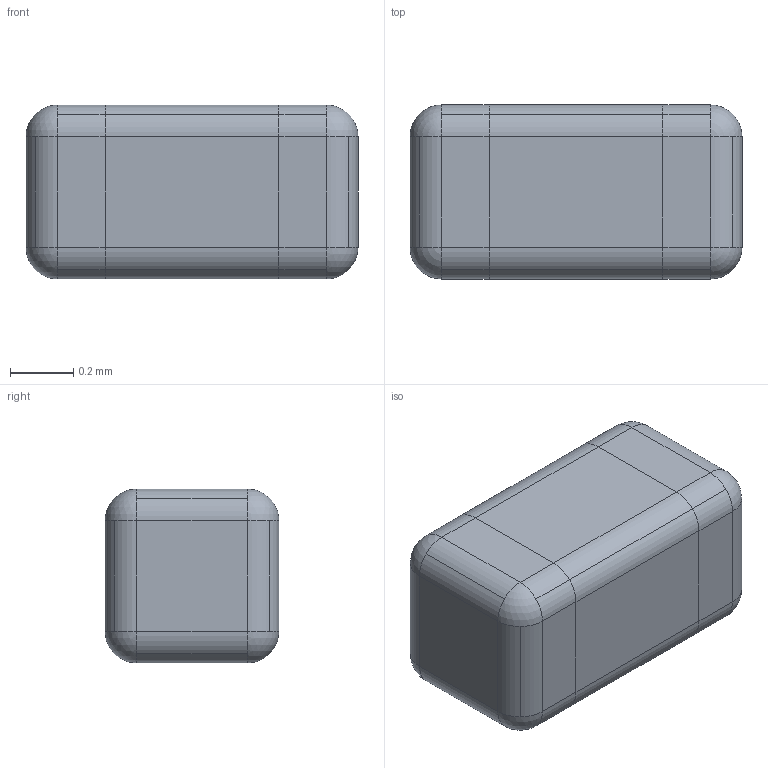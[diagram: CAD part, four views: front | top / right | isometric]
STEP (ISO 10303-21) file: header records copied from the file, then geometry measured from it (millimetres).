
FILE_DESCRIPTION((''),'2;1');
FILE_NAME('CAPC1005X55N.stp','2009-06-30T17:19:45',(''),(''),'Mechanical Desktop 2006','Mechanical Desktop 2006',', , ');
FILE_SCHEMA(('AUTOMOTIVE_DESIGN { 1 2 10303 214 0 1 1 1 }'));
Length unit declared in the file: millimetre
Products named in the file (1): Product
Bounding box: 1.05 x 0.55 x 0.55 mm (x, y, z)
Volume: 0.3 mm3; surface area: 3.7 mm2
Topology: 3 solids, 3 shells, 66 faces, 164 edges, 96 vertices
Faces by surface type: cylinder 40, plane 18, sphere 8
Entity records: 1958 total; most frequent: DIRECTION 370, CARTESIAN_POINT 319, ORIENTED_EDGE 312, EDGE_CURVE 156, AXIS2_PLACEMENT_3D 147, VERTEX_POINT 96, CIRCLE 80, VECTOR 76
